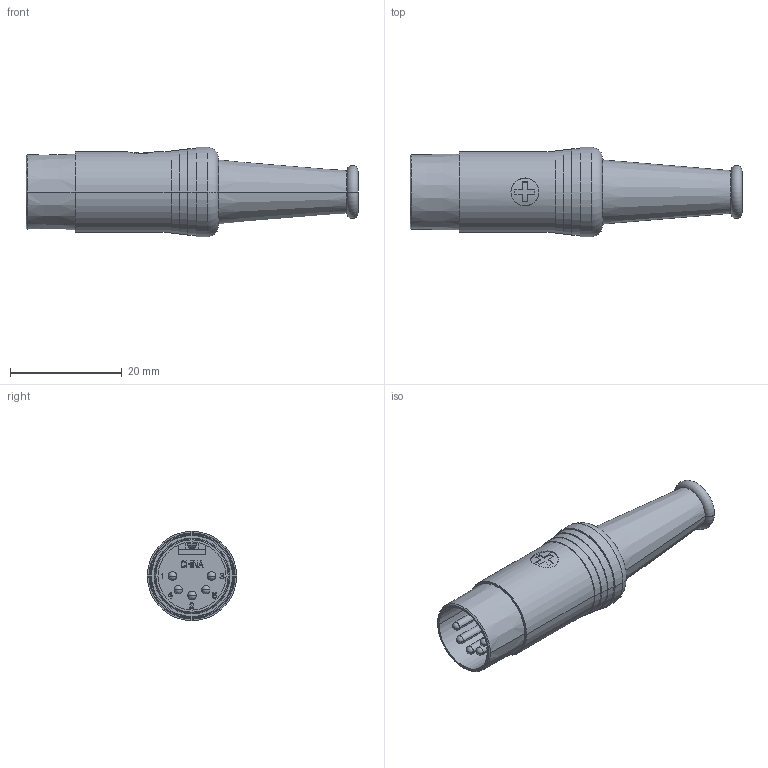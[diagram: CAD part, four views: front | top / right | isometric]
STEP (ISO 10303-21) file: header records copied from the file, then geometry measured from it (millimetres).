
FILE_DESCRIPTION((''),'2;1');
FILE_NAME('NYS322','2024-10-30T09:49:46',('yuj'),(''),'CREO PARAMETRIC BY PTC INC, 2021184','CREO PARAMETRIC BY PTC INC, 2021184','');
FILE_SCHEMA(('AUTOMOTIVE_DESIGN { 1 0 10303 214 1 1 1 1 }'));
Length unit declared in the file: millimetre
Products named in the file (1): NYS322
Bounding box: 59.5 x 16 x 16 mm (x, y, z)
Volume: 6314.9 mm3; surface area: 3346.2 mm2
Topology: 1 solids, 1 shells, 320 faces, 997 edges, 696 vertices
Faces by surface type: plane 269, cylinder 29, sphere 10, cone 6, torus 4, bspline 2
Entity records: 12053 total; most frequent: CARTESIAN_POINT 2522, ORIENTED_EDGE 1726, DIRECTION 1723, EDGE_CURVE 863, VECTOR 812, LINE 812, VERTEX_POINT 572, AXIS2_PLACEMENT_3D 454
